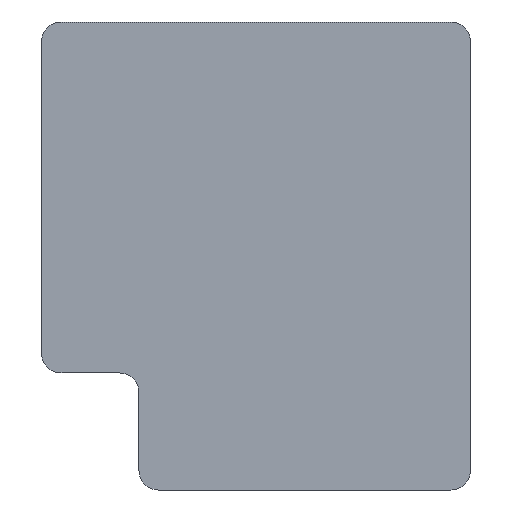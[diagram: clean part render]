
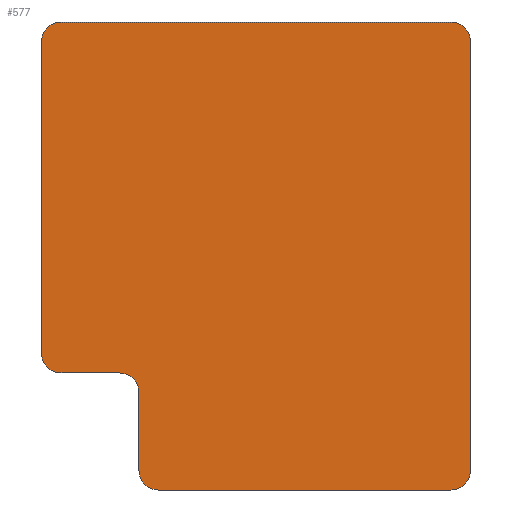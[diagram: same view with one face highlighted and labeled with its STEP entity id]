
A CAD part, front view. The second image highlights one B-rep face of the part: STEP entity #577.
In plain terms, the highlighted planar face has unit normal (0, -1, 0).
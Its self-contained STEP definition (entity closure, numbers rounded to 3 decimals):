
#30=PLANE('',#645);
#55=FACE_OUTER_BOUND('',#85,.T.);
#85=EDGE_LOOP('',(#495,#496,#497,#498,#499,#500,#501,#502,#503,#504,#505,
#506));
#99=LINE('',#856,#155);
#122=LINE('',#929,#178);
#140=LINE('',#980,#196);
#141=LINE('',#984,#197);
#142=LINE('',#988,#198);
#143=LINE('',#992,#199);
#155=VECTOR('',#677,10.);
#178=VECTOR('',#738,10.);
#196=VECTOR('',#798,10.);
#197=VECTOR('',#801,10.);
#198=VECTOR('',#804,10.);
#199=VECTOR('',#807,10.);
#229=CIRCLE('',#644,5.);
#230=CIRCLE('',#646,5.);
#231=CIRCLE('',#647,5.);
#232=CIRCLE('',#648,5.);
#233=CIRCLE('',#649,5.);
#234=CIRCLE('',#650,5.);
#240=VERTEX_POINT('',#853);
#241=VERTEX_POINT('',#855);
#271=VERTEX_POINT('',#926);
#272=VERTEX_POINT('',#928);
#283=VERTEX_POINT('',#975);
#284=VERTEX_POINT('',#979);
#285=VERTEX_POINT('',#981);
#286=VERTEX_POINT('',#983);
#287=VERTEX_POINT('',#985);
#288=VERTEX_POINT('',#987);
#289=VERTEX_POINT('',#989);
#290=VERTEX_POINT('',#991);
#297=EDGE_CURVE('',#241,#240,#99,.T.);
#334=EDGE_CURVE('',#272,#271,#122,.T.);
#358=EDGE_CURVE('',#283,#271,#229,.T.);
#359=EDGE_CURVE('',#283,#284,#140,.T.);
#360=EDGE_CURVE('',#285,#284,#230,.T.);
#361=EDGE_CURVE('',#286,#285,#141,.T.);
#362=EDGE_CURVE('',#287,#286,#231,.T.);
#363=EDGE_CURVE('',#288,#287,#142,.T.);
#364=EDGE_CURVE('',#289,#288,#232,.T.);
#365=EDGE_CURVE('',#289,#290,#143,.T.);
#366=EDGE_CURVE('',#241,#290,#233,.T.);
#367=EDGE_CURVE('',#272,#240,#234,.T.);
#495=ORIENTED_EDGE('',*,*,#358,.F.);
#496=ORIENTED_EDGE('',*,*,#359,.T.);
#497=ORIENTED_EDGE('',*,*,#360,.F.);
#498=ORIENTED_EDGE('',*,*,#361,.F.);
#499=ORIENTED_EDGE('',*,*,#362,.F.);
#500=ORIENTED_EDGE('',*,*,#363,.F.);
#501=ORIENTED_EDGE('',*,*,#364,.F.);
#502=ORIENTED_EDGE('',*,*,#365,.T.);
#503=ORIENTED_EDGE('',*,*,#366,.F.);
#504=ORIENTED_EDGE('',*,*,#297,.T.);
#505=ORIENTED_EDGE('',*,*,#367,.F.);
#506=ORIENTED_EDGE('',*,*,#334,.T.);
#577=ADVANCED_FACE('',(#55),#30,.F.);
#644=AXIS2_PLACEMENT_3D('',#977,#794,#795);
#645=AXIS2_PLACEMENT_3D('',#978,#796,#797);
#646=AXIS2_PLACEMENT_3D('',#982,#799,#800);
#647=AXIS2_PLACEMENT_3D('',#986,#802,#803);
#648=AXIS2_PLACEMENT_3D('',#990,#805,#806);
#649=AXIS2_PLACEMENT_3D('',#993,#808,#809);
#650=AXIS2_PLACEMENT_3D('',#994,#810,#811);
#677=DIRECTION('',(0.,0.,1.));
#738=DIRECTION('',(-1.,0.,0.));
#794=DIRECTION('center_axis',(0.,1.,0.));
#795=DIRECTION('ref_axis',(-0.707,0.,0.707));
#796=DIRECTION('center_axis',(0.,1.,0.));
#797=DIRECTION('ref_axis',(1.,0.,0.));
#798=DIRECTION('',(0.,0.,-1.));
#799=DIRECTION('center_axis',(0.,1.,0.));
#800=DIRECTION('ref_axis',(-0.707,0.,-0.707));
#801=DIRECTION('',(-1.,0.,0.));
#802=DIRECTION('center_axis',(0.,-1.,0.));
#803=DIRECTION('ref_axis',(0.707,0.,0.707));
#804=DIRECTION('',(0.,0.,1.));
#805=DIRECTION('center_axis',(0.,1.,0.));
#806=DIRECTION('ref_axis',(-0.707,0.,-0.707));
#807=DIRECTION('',(1.,0.,0.));
#808=DIRECTION('center_axis',(0.,1.,0.));
#809=DIRECTION('ref_axis',(0.707,0.,-0.707));
#810=DIRECTION('center_axis',(0.,1.,0.));
#811=DIRECTION('ref_axis',(0.707,0.,0.707));
#853=CARTESIAN_POINT('',(68.522,0.,44.557));
#855=CARTESIAN_POINT('',(68.522,0.,-65.443));
#856=CARTESIAN_POINT('',(68.522,0.,-70.443));
#926=CARTESIAN_POINT('',(-36.478,0.,49.557));
#928=CARTESIAN_POINT('',(63.522,0.,49.557));
#929=CARTESIAN_POINT('',(68.522,0.,49.557));
#975=CARTESIAN_POINT('',(-41.478,0.,44.557));
#977=CARTESIAN_POINT('Origin',(-36.478,0.,44.557));
#978=CARTESIAN_POINT('Origin',(13.522,0.,-10.443));
#979=CARTESIAN_POINT('',(-41.478,0.,-35.443));
#980=CARTESIAN_POINT('',(-41.478,0.,49.557));
#981=CARTESIAN_POINT('',(-36.478,0.,-40.443));
#982=CARTESIAN_POINT('Origin',(-36.478,0.,-35.443));
#983=CARTESIAN_POINT('',(-21.478,0.,-40.443));
#984=CARTESIAN_POINT('',(-16.478,0.,-40.443));
#985=CARTESIAN_POINT('',(-16.478,0.,-45.443));
#986=CARTESIAN_POINT('Origin',(-21.478,0.,-45.443));
#987=CARTESIAN_POINT('',(-16.478,0.,-65.443));
#988=CARTESIAN_POINT('',(-16.478,0.,-70.443));
#989=CARTESIAN_POINT('',(-11.478,0.,-70.443));
#990=CARTESIAN_POINT('Origin',(-11.478,0.,-65.443));
#991=CARTESIAN_POINT('',(63.522,0.,-70.443));
#992=CARTESIAN_POINT('',(-16.478,0.,-70.443));
#993=CARTESIAN_POINT('Origin',(63.522,0.,-65.443));
#994=CARTESIAN_POINT('Origin',(63.522,0.,44.557));
